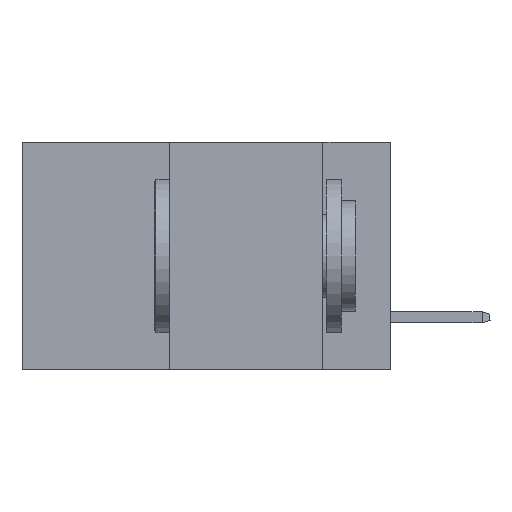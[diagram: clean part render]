
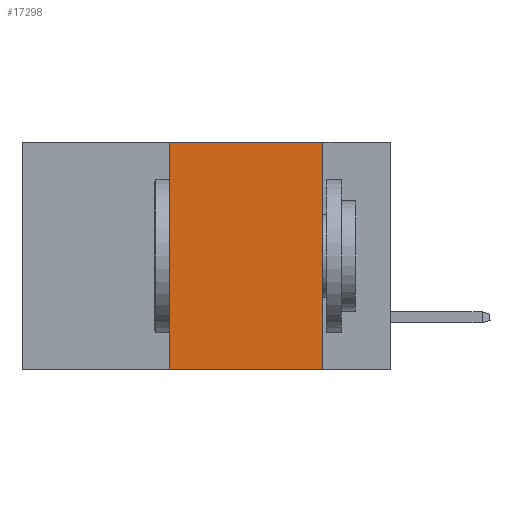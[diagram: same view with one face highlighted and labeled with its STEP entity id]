
A CAD part, left-side view. The second image highlights one B-rep face of the part: STEP entity #17298.
In plain terms, the highlighted planar face has unit normal (-1, 0, 0).
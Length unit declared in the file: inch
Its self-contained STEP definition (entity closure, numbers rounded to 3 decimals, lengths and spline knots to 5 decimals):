
#2133 = DIRECTION ( 'NONE',  ( 0., -1., 0. ) ) ;
#2279 = CARTESIAN_POINT ( 'NONE',  ( 0., 0.6, -0.37 ) ) ;
#2282 = VERTEX_POINT ( 'NONE', #25578 ) ;
#2317 = CARTESIAN_POINT ( 'NONE',  ( 0., 0.11, -0.37 ) ) ;
#2358 = FACE_OUTER_BOUND ( 'NONE', #26349, .T. ) ;
#3281 = LINE ( 'NONE', #29752, #36976 ) ;
#3294 = VECTOR ( 'NONE', #2133, 39.37008 ) ;
#5790 = VECTOR ( 'NONE', #16677, 39.37008 ) ;
#6012 = VERTEX_POINT ( 'NONE', #29096 ) ;
#8816 = VECTOR ( 'NONE', #28283, 39.37008 ) ;
#8909 = EDGE_CURVE ( 'NONE', #6012, #2282, #14468, .T. ) ;
#11305 = CARTESIAN_POINT ( 'NONE',  ( 0., 0.6, 0. ) ) ;
#11356 = ORIENTED_EDGE ( 'NONE', *, *, #25130, .F. ) ;
#11508 = AXIS2_PLACEMENT_3D ( 'NONE', #11305, #34131, #37435 ) ;
#14468 = LINE ( 'NONE', #36803, #5790 ) ;
#14869 = CARTESIAN_POINT ( 'NONE',  ( 0., 0.11, 0. ) ) ;
#16538 = LINE ( 'NONE', #2279, #3294 ) ;
#16677 = DIRECTION ( 'NONE',  ( 0., 0., 1. ) ) ;
#17298 = ADVANCED_FACE ( 'NONE', ( #2358 ), #27204, .F. ) ;
#17919 = ORIENTED_EDGE ( 'NONE', *, *, #41375, .F. ) ;
#19341 = DIRECTION ( 'NONE',  ( 0., -1., 0. ) ) ;
#23728 = ORIENTED_EDGE ( 'NONE', *, *, #32105, .T. ) ;
#24318 = VERTEX_POINT ( 'NONE', #14869 ) ;
#25130 = EDGE_CURVE ( 'NONE', #24318, #33431, #26203, .T. ) ;
#25578 = CARTESIAN_POINT ( 'NONE',  ( 0., 0.36, 0. ) ) ;
#25901 = ORIENTED_EDGE ( 'NONE', *, *, #8909, .F. ) ;
#26203 = LINE ( 'NONE', #38113, #8816 ) ;
#26349 = EDGE_LOOP ( 'NONE', ( #11356, #17919, #25901, #23728 ) ) ;
#27204 = PLANE ( 'NONE',  #11508 ) ;
#28283 = DIRECTION ( 'NONE',  ( 0., 0., -1. ) ) ;
#29096 = CARTESIAN_POINT ( 'NONE',  ( 0., 0.36, -0.37 ) ) ;
#29752 = CARTESIAN_POINT ( 'NONE',  ( 0., 0.6, 0. ) ) ;
#32105 = EDGE_CURVE ( 'NONE', #6012, #33431, #16538, .T. ) ;
#33431 = VERTEX_POINT ( 'NONE', #2317 ) ;
#34131 = DIRECTION ( 'NONE',  ( 1., 0., 0. ) ) ;
#36803 = CARTESIAN_POINT ( 'NONE',  ( 0., 0.36, 0. ) ) ;
#36976 = VECTOR ( 'NONE', #19341, 39.37008 ) ;
#37435 = DIRECTION ( 'NONE',  ( 0., 0., -1. ) ) ;
#38113 = CARTESIAN_POINT ( 'NONE',  ( 0., 0.11, 0. ) ) ;
#41375 = EDGE_CURVE ( 'NONE', #2282, #24318, #3281, .T. ) ;
